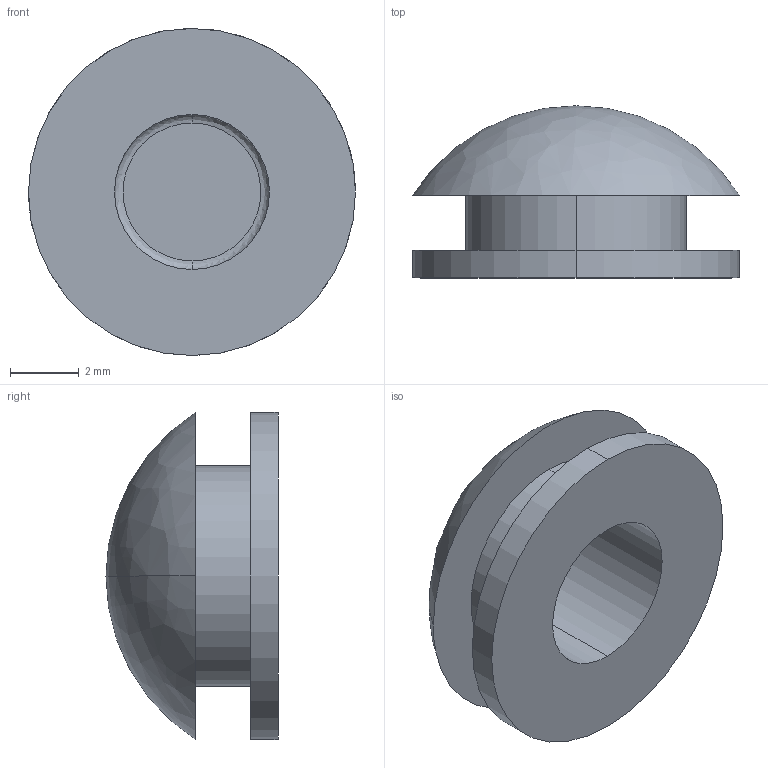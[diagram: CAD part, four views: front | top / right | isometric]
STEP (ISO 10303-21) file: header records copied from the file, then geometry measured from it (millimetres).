
FILE_DESCRIPTION (( 'STEP AP203' ), '1' );
FILE_NAME ('282311100_c_1.STEP', '2022-12-05T02:16:42', ( '' ), ( '' ), 'SwSTEP 2.0', 'SolidWorks 2014', '' );
FILE_SCHEMA (( 'CONFIG_CONTROL_DESIGN' ));
Length unit declared in the file: millimetre
Products named in the file (1): 282311100_c_1
Bounding box: 9.5 x 5 x 9.5 mm (x, y, z)
Volume: 150.9 mm3; surface area: 347.2 mm2
Topology: 1 solids, 1 shells, 14 faces, 26 edges, 17 vertices
Faces by surface type: cylinder 6, bspline 4, plane 4
Entity records: 649 total; most frequent: CARTESIAN_POINT 299, DIRECTION 58, ORIENTED_EDGE 52, EDGE_CURVE 26, AXIS2_PLACEMENT_3D 26, EDGE_LOOP 17, VERTEX_POINT 17, CIRCLE 15
